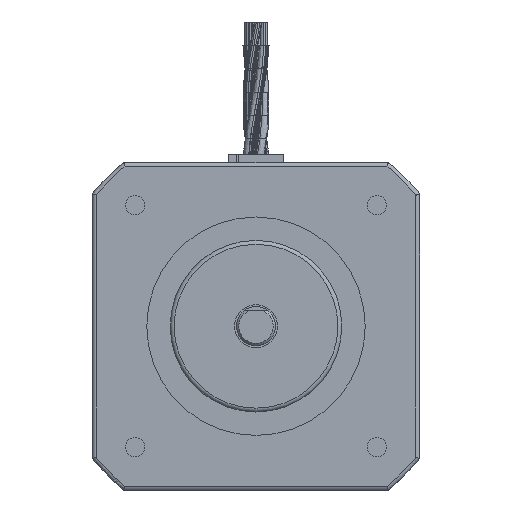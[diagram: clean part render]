
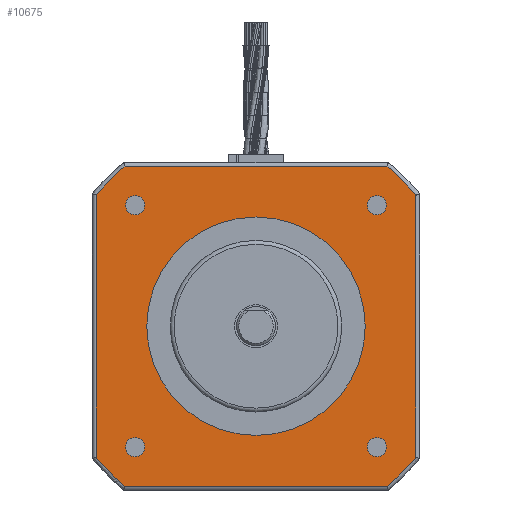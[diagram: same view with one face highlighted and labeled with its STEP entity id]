
A CAD part, front view. The second image highlights one B-rep face of the part: STEP entity #10675.
In plain terms, the highlighted planar face has unit normal (0, -1, 0).
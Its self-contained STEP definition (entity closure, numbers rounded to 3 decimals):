
#250=FACE_BOUND('',#3021,.T.);
#251=FACE_BOUND('',#3022,.T.);
#252=FACE_BOUND('',#3023,.T.);
#253=FACE_BOUND('',#3024,.T.);
#254=FACE_BOUND('',#3025,.T.);
#656=LINE('',#16939,#1310);
#677=LINE('',#17052,#1331);
#678=LINE('',#17056,#1332);
#679=LINE('',#17059,#1333);
#1310=VECTOR('',#12979,1.);
#1331=VECTOR('',#13048,1.);
#1332=VECTOR('',#13051,1.);
#1333=VECTOR('',#13054,1.);
#2321=FACE_OUTER_BOUND('',#3020,.T.);
#3020=EDGE_LOOP('',(#7548,#7549,#7550,#7551,#7552,#7553,#7554,#7555));
#3021=EDGE_LOOP('',(#7556));
#3022=EDGE_LOOP('',(#7557));
#3023=EDGE_LOOP('',(#7558));
#3024=EDGE_LOOP('',(#7559));
#3025=EDGE_LOOP('',(#7560));
#3816=CIRCLE('',#11636,26.5);
#3817=CIRCLE('',#11639,26.5);
#3818=CIRCLE('',#11641,26.5);
#3819=CIRCLE('',#11642,26.5);
#3820=CIRCLE('',#11643,1.23);
#3821=CIRCLE('',#11644,1.23);
#3822=CIRCLE('',#11645,14.);
#3823=CIRCLE('',#11646,1.23);
#3824=CIRCLE('',#11647,1.23);
#4607=VERTEX_POINT('',#16897);
#4608=VERTEX_POINT('',#16920);
#4631=VERTEX_POINT('',#16997);
#4635=VERTEX_POINT('',#17030);
#4636=VERTEX_POINT('',#17051);
#4637=VERTEX_POINT('',#17053);
#4638=VERTEX_POINT('',#17055);
#4639=VERTEX_POINT('',#17057);
#4640=VERTEX_POINT('',#17060);
#4641=VERTEX_POINT('',#17062);
#4642=VERTEX_POINT('',#17064);
#4643=VERTEX_POINT('',#17066);
#4644=VERTEX_POINT('',#17068);
#5695=EDGE_CURVE('',#4607,#4608,#656,.T.);
#5725=EDGE_CURVE('',#4608,#4631,#3816,.T.);
#5731=EDGE_CURVE('',#4635,#4607,#3817,.T.);
#5732=EDGE_CURVE('',#4631,#4636,#677,.T.);
#5733=EDGE_CURVE('',#4636,#4637,#3818,.T.);
#5734=EDGE_CURVE('',#4637,#4638,#678,.T.);
#5735=EDGE_CURVE('',#4638,#4639,#3819,.T.);
#5736=EDGE_CURVE('',#4639,#4635,#679,.T.);
#5737=EDGE_CURVE('',#4640,#4640,#3820,.T.);
#5738=EDGE_CURVE('',#4641,#4641,#3821,.T.);
#5739=EDGE_CURVE('',#4642,#4642,#3822,.T.);
#5740=EDGE_CURVE('',#4643,#4643,#3823,.T.);
#5741=EDGE_CURVE('',#4644,#4644,#3824,.T.);
#7548=ORIENTED_EDGE('',*,*,#5732,.T.);
#7549=ORIENTED_EDGE('',*,*,#5733,.T.);
#7550=ORIENTED_EDGE('',*,*,#5734,.T.);
#7551=ORIENTED_EDGE('',*,*,#5735,.T.);
#7552=ORIENTED_EDGE('',*,*,#5736,.T.);
#7553=ORIENTED_EDGE('',*,*,#5731,.T.);
#7554=ORIENTED_EDGE('',*,*,#5695,.T.);
#7555=ORIENTED_EDGE('',*,*,#5725,.T.);
#7556=ORIENTED_EDGE('',*,*,#5737,.F.);
#7557=ORIENTED_EDGE('',*,*,#5738,.F.);
#7558=ORIENTED_EDGE('',*,*,#5739,.F.);
#7559=ORIENTED_EDGE('',*,*,#5740,.F.);
#7560=ORIENTED_EDGE('',*,*,#5741,.F.);
#10403=PLANE('',#11640);
#10675=ADVANCED_FACE('',(#2321,#250,#251,#252,#253,#254),#10403,.T.);
#11636=AXIS2_PLACEMENT_3D('',#17020,#13034,#13035);
#11639=AXIS2_PLACEMENT_3D('',#17049,#13044,#13045);
#11640=AXIS2_PLACEMENT_3D('',#17050,#13046,#13047);
#11641=AXIS2_PLACEMENT_3D('',#17054,#13049,#13050);
#11642=AXIS2_PLACEMENT_3D('',#17058,#13052,#13053);
#11643=AXIS2_PLACEMENT_3D('',#17061,#13055,#13056);
#11644=AXIS2_PLACEMENT_3D('',#17063,#13057,#13058);
#11645=AXIS2_PLACEMENT_3D('',#17065,#13059,#13060);
#11646=AXIS2_PLACEMENT_3D('',#17067,#13061,#13062);
#11647=AXIS2_PLACEMENT_3D('',#17069,#13063,#13064);
#12979=DIRECTION('',(0.,0.,1.));
#13034=DIRECTION('center_axis',(0.,-1.,0.));
#13035=DIRECTION('ref_axis',(0.778,0.,0.629));
#13044=DIRECTION('center_axis',(0.,-1.,0.));
#13045=DIRECTION('ref_axis',(0.629,0.,-0.778));
#13046=DIRECTION('center_axis',(0.,-1.,0.));
#13047=DIRECTION('ref_axis',(0.,0.,-1.));
#13048=DIRECTION('',(-1.,0.,0.));
#13049=DIRECTION('center_axis',(0.,-1.,0.));
#13050=DIRECTION('ref_axis',(-0.629,0.,0.778));
#13051=DIRECTION('',(0.,0.,-1.));
#13052=DIRECTION('center_axis',(0.,-1.,0.));
#13053=DIRECTION('ref_axis',(-0.778,0.,-0.629));
#13054=DIRECTION('',(1.,0.,0.));
#13055=DIRECTION('center_axis',(0.,-1.,0.));
#13056=DIRECTION('ref_axis',(1.,0.,0.));
#13057=DIRECTION('center_axis',(0.,-1.,0.));
#13058=DIRECTION('ref_axis',(1.,0.,0.));
#13059=DIRECTION('center_axis',(0.,-1.,0.));
#13060=DIRECTION('ref_axis',(1.,0.,0.));
#13061=DIRECTION('center_axis',(0.,-1.,0.));
#13062=DIRECTION('ref_axis',(1.,0.,0.));
#13063=DIRECTION('center_axis',(0.,-1.,0.));
#13064=DIRECTION('ref_axis',(1.,0.,0.));
#16897=CARTESIAN_POINT('',(20.5,-10.5,-16.793));
#16920=CARTESIAN_POINT('',(20.5,-10.5,16.793));
#16939=CARTESIAN_POINT('',(20.5,-10.5,-16.971));
#16997=CARTESIAN_POINT('',(16.793,-10.5,20.5));
#17020=CARTESIAN_POINT('Origin',(0.,-10.5,0.));
#17030=CARTESIAN_POINT('',(16.793,-10.5,-20.5));
#17049=CARTESIAN_POINT('Origin',(0.,-10.5,0.));
#17050=CARTESIAN_POINT('Origin',(0.,-10.5,0.));
#17051=CARTESIAN_POINT('',(-16.793,-10.5,20.5));
#17052=CARTESIAN_POINT('',(16.971,-10.5,20.5));
#17053=CARTESIAN_POINT('',(-20.5,-10.5,16.793));
#17054=CARTESIAN_POINT('Origin',(0.,-10.5,0.));
#17055=CARTESIAN_POINT('',(-20.5,-10.5,-16.793));
#17056=CARTESIAN_POINT('',(-20.5,-10.5,16.971));
#17057=CARTESIAN_POINT('',(-16.793,-10.5,-20.5));
#17058=CARTESIAN_POINT('Origin',(0.,-10.5,0.));
#17059=CARTESIAN_POINT('',(-16.971,-10.5,-20.5));
#17060=CARTESIAN_POINT('',(-16.73,-10.5,15.5));
#17061=CARTESIAN_POINT('Origin',(-15.5,-10.5,15.5));
#17062=CARTESIAN_POINT('',(-16.73,-10.5,-15.5));
#17063=CARTESIAN_POINT('Origin',(-15.5,-10.5,-15.5));
#17064=CARTESIAN_POINT('',(-14.,-10.5,0.));
#17065=CARTESIAN_POINT('Origin',(0.,-10.5,0.));
#17066=CARTESIAN_POINT('',(14.27,-10.5,15.5));
#17067=CARTESIAN_POINT('Origin',(15.5,-10.5,15.5));
#17068=CARTESIAN_POINT('',(14.27,-10.5,-15.5));
#17069=CARTESIAN_POINT('Origin',(15.5,-10.5,-15.5));
